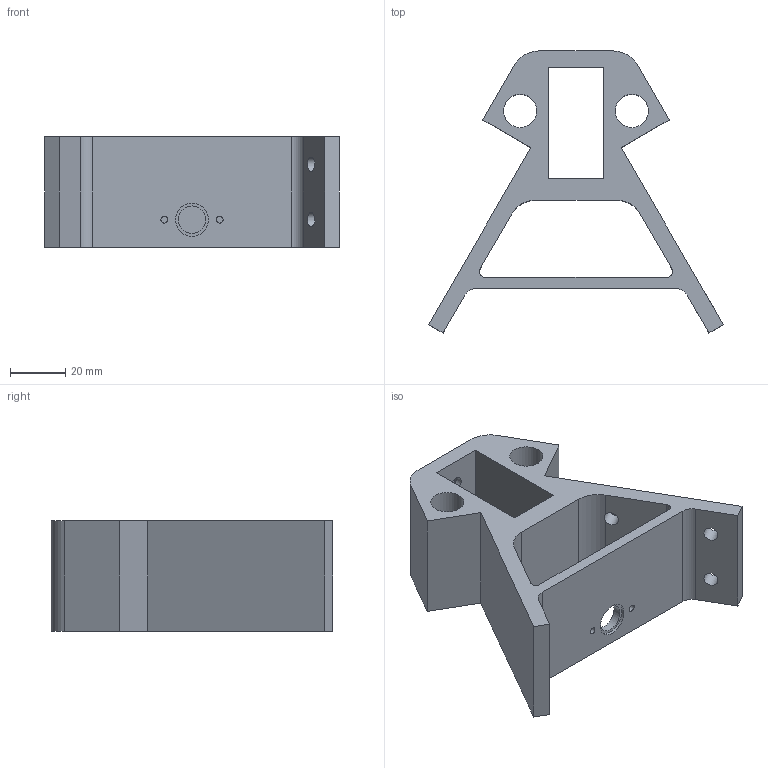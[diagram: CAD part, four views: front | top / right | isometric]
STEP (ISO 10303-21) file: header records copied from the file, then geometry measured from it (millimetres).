
FILE_DESCRIPTION(/* description */ (''),/* implementation_level */ '2;1');
FILE_NAME(/* name */ '2040META CORNERS SET (V.2040.CNR.ST).stp',/* time_stamp */ '2023-03-02T15:52:08+02:00',/* author */ ('arnold.brand'),/* organization */ (''),/* preprocessor_version */ 'ST-DEVELOPER v19.2',/* originating_system */ 'Autodesk Inventor 2023',/* authorisation */ '');
FILE_SCHEMA (('AUTOMOTIVE_DESIGN { 1 0 10303 214 3 1 1 }'));
Length unit declared in the file: millimetre
Products named in the file (1): 2040META CORNERS SET (V.2040.CNR.ST)
Bounding box: 106.41 x 101.81 x 40 mm (x, y, z)
Volume: 101382.5 mm3; surface area: 36398.7 mm2
Topology: 1 solids, 1 shells, 51 faces, 138 edges, 90 vertices
Faces by surface type: plane 25, cylinder 22, cone 4
Full cylindrical faces by diameter (mm): 2.459 x2, 5.25 x4, 5.3 x2, 9.5 x2, 9.9 x1, 12 x3
Entity records: 1723 total; most frequent: CARTESIAN_POINT 298, DIRECTION 290, ORIENTED_EDGE 276, EDGE_CURVE 138, AXIS2_PLACEMENT_3D 102, VERTEX_POINT 90, LINE 86, VECTOR 86
